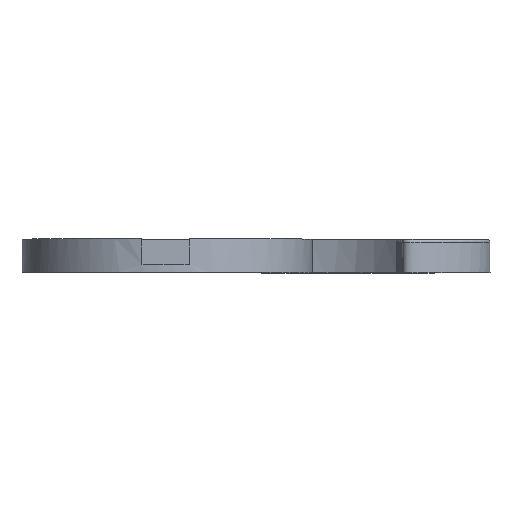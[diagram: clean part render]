
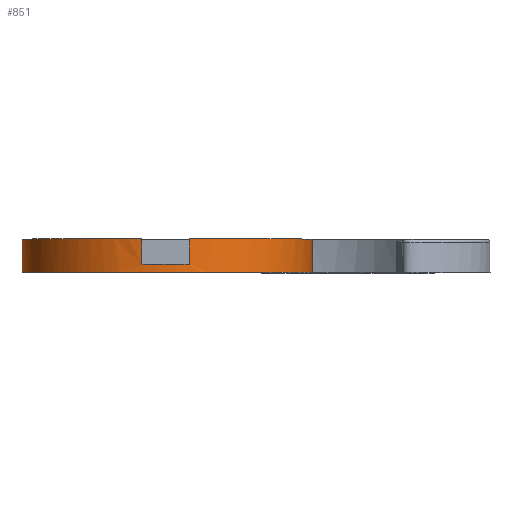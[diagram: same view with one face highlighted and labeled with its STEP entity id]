
A CAD part, top view. The second image highlights one B-rep face of the part: STEP entity #851.
In plain terms, the highlighted cylindrical face has radius 56.847 mm (diameter 113.693 mm), a partial arc.
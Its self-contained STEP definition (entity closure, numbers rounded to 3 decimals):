
#40=B_SPLINE_CURVE_WITH_KNOTS('',3,(#1286,#1287,#1288,#1289,#1290,#1291,
#1292,#1293,#1294,#1295),.UNSPECIFIED.,.F.,.F.,(4,2,2,2,4),(0.178,
0.229,0.28,0.317,0.354),
 .UNSPECIFIED.);
#41=B_SPLINE_CURVE_WITH_KNOTS('',3,(#1303,#1304,#1305,#1306,#1307,#1308,
#1309,#1310,#1311,#1312,#1313,#1314,#1315,#1316,#1317,#1318,#1319,#1320),
 .UNSPECIFIED.,.F.,.F.,(4,2,2,2,2,2,2,2,4),(0.444,0.761,
1.078,1.162,1.247,1.268,1.271,
1.272,1.274),.UNSPECIFIED.);
#51=CYLINDRICAL_SURFACE('',#914,56.847);
#68=CIRCLE('',#910,56.847);
#69=CIRCLE('',#915,56.847);
#70=CIRCLE('',#916,56.847);
#71=CIRCLE('',#917,56.847);
#109=FACE_OUTER_BOUND('',#156,.T.);
#156=EDGE_LOOP('',(#598,#599,#600,#601,#602,#603,#604,#605,#606,#607));
#211=LINE('',#1231,#287);
#217=LINE('',#1243,#293);
#235=LINE('',#1297,#311);
#236=LINE('',#1301,#312);
#287=VECTOR('',#993,10.);
#293=VECTOR('',#1001,10.);
#311=VECTOR('',#1033,10.);
#312=VECTOR('',#1036,10.);
#362=VERTEX_POINT('',#1227);
#364=VERTEX_POINT('',#1230);
#367=VERTEX_POINT('',#1237);
#369=VERTEX_POINT('',#1241);
#386=VERTEX_POINT('',#1283);
#387=VERTEX_POINT('',#1285);
#388=VERTEX_POINT('',#1296);
#389=VERTEX_POINT('',#1298);
#390=VERTEX_POINT('',#1300);
#391=VERTEX_POINT('',#1302);
#446=EDGE_CURVE('',#364,#362,#211,.T.);
#452=EDGE_CURVE('',#367,#369,#217,.T.);
#454=EDGE_CURVE('',#369,#364,#68,.T.);
#471=EDGE_CURVE('',#386,#362,#69,.T.);
#472=EDGE_CURVE('',#387,#386,#40,.F.);
#473=EDGE_CURVE('',#388,#387,#235,.T.);
#474=EDGE_CURVE('',#388,#389,#70,.T.);
#475=EDGE_CURVE('',#389,#390,#236,.T.);
#476=EDGE_CURVE('',#391,#390,#41,.T.);
#477=EDGE_CURVE('',#367,#391,#71,.T.);
#598=ORIENTED_EDGE('',*,*,#452,.T.);
#599=ORIENTED_EDGE('',*,*,#454,.T.);
#600=ORIENTED_EDGE('',*,*,#446,.T.);
#601=ORIENTED_EDGE('',*,*,#471,.F.);
#602=ORIENTED_EDGE('',*,*,#472,.F.);
#603=ORIENTED_EDGE('',*,*,#473,.F.);
#604=ORIENTED_EDGE('',*,*,#474,.T.);
#605=ORIENTED_EDGE('',*,*,#475,.T.);
#606=ORIENTED_EDGE('',*,*,#476,.F.);
#607=ORIENTED_EDGE('',*,*,#477,.F.);
#851=ADVANCED_FACE('',(#109),#51,.T.);
#910=AXIS2_PLACEMENT_3D('',#1246,#1005,#1006);
#914=AXIS2_PLACEMENT_3D('',#1282,#1029,#1030);
#915=AXIS2_PLACEMENT_3D('',#1284,#1031,#1032);
#916=AXIS2_PLACEMENT_3D('',#1299,#1034,#1035);
#917=AXIS2_PLACEMENT_3D('',#1321,#1037,#1038);
#993=DIRECTION('',(0.,1.,0.));
#1001=DIRECTION('',(0.,-1.,0.));
#1005=DIRECTION('center_axis',(0.,-1.,0.));
#1006=DIRECTION('ref_axis',(1.,0.,0.));
#1029=DIRECTION('center_axis',(0.,1.,0.));
#1030=DIRECTION('ref_axis',(-0.92,0.,0.392));
#1031=DIRECTION('center_axis',(0.,1.,0.));
#1032=DIRECTION('ref_axis',(1.,0.,0.));
#1033=DIRECTION('',(0.,1.,0.));
#1034=DIRECTION('center_axis',(0.,1.,0.));
#1035=DIRECTION('ref_axis',(1.,0.,0.));
#1036=DIRECTION('',(0.,1.,0.));
#1037=DIRECTION('center_axis',(0.,1.,0.));
#1038=DIRECTION('ref_axis',(1.,0.,0.));
#1227=CARTESIAN_POINT('',(18.75,13.,93.313));
#1230=CARTESIAN_POINT('',(18.75,3.,93.313));
#1231=CARTESIAN_POINT('',(18.75,0.,93.313));
#1237=CARTESIAN_POINT('',(37.25,13.,93.523));
#1241=CARTESIAN_POINT('',(37.25,3.,93.523));
#1243=CARTESIAN_POINT('',(37.25,0.,93.523));
#1246=CARTESIAN_POINT('Origin',(28.634,3.,37.333));
#1282=CARTESIAN_POINT('Origin',(28.634,0.,37.333));
#1283=CARTESIAN_POINT('',(66.44,13.,-5.121));
#1284=CARTESIAN_POINT('Origin',(28.634,13.,37.333));
#1285=CARTESIAN_POINT('',(65.44,12.,-5.991));
#1286=CARTESIAN_POINT('Ctrl Pts',(66.44,13.,-5.121));
#1287=CARTESIAN_POINT('Ctrl Pts',(66.313,13.,-5.234));
#1288=CARTESIAN_POINT('Ctrl Pts',(66.175,12.975,-5.355));
#1289=CARTESIAN_POINT('Ctrl Pts',(65.915,12.863,-5.582));
#1290=CARTESIAN_POINT('Ctrl Pts',(65.793,12.777,-5.688));
#1291=CARTESIAN_POINT('Ctrl Pts',(65.623,12.587,-5.834));
#1292=CARTESIAN_POINT('Ctrl Pts',(65.556,12.484,-5.892));
#1293=CARTESIAN_POINT('Ctrl Pts',(65.464,12.253,-5.97));
#1294=CARTESIAN_POINT('Ctrl Pts',(65.44,12.124,-5.991));
#1295=CARTESIAN_POINT('Ctrl Pts',(65.44,12.,-5.991));
#1296=CARTESIAN_POINT('',(65.44,0.,-5.991));
#1297=CARTESIAN_POINT('',(65.44,0.,-5.991));
#1298=CARTESIAN_POINT('',(85.44,0.,39.504));
#1299=CARTESIAN_POINT('Origin',(28.634,0.,37.333));
#1300=CARTESIAN_POINT('',(85.44,12.,39.504));
#1301=CARTESIAN_POINT('',(85.44,0.,39.504));
#1302=CARTESIAN_POINT('',(84.44,13.,48.164));
#1303=CARTESIAN_POINT('Ctrl Pts',(84.44,13.,48.164));
#1304=CARTESIAN_POINT('Ctrl Pts',(84.641,13.,47.128));
#1305=CARTESIAN_POINT('Ctrl Pts',(84.831,12.938,45.985));
#1306=CARTESIAN_POINT('Ctrl Pts',(85.136,12.741,43.696));
#1307=CARTESIAN_POINT('Ctrl Pts',(85.251,12.608,42.548));
#1308=CARTESIAN_POINT('Ctrl Pts',(85.348,12.42,41.228));
#1309=CARTESIAN_POINT('Ctrl Pts',(85.369,12.374,40.922));
#1310=CARTESIAN_POINT('Ctrl Pts',(85.404,12.271,40.314));
#1311=CARTESIAN_POINT('Ctrl Pts',(85.419,12.22,40.01));
#1312=CARTESIAN_POINT('Ctrl Pts',(85.433,12.117,39.673));
#1313=CARTESIAN_POINT('Ctrl Pts',(85.436,12.093,39.591));
#1314=CARTESIAN_POINT('Ctrl Pts',(85.439,12.043,39.527));
#1315=CARTESIAN_POINT('Ctrl Pts',(85.439,12.036,39.519));
#1316=CARTESIAN_POINT('Ctrl Pts',(85.439,12.023,39.51));
#1317=CARTESIAN_POINT('Ctrl Pts',(85.439,12.019,39.508));
#1318=CARTESIAN_POINT('Ctrl Pts',(85.44,12.01,39.505));
#1319=CARTESIAN_POINT('Ctrl Pts',(85.44,12.005,39.504));
#1320=CARTESIAN_POINT('Ctrl Pts',(85.44,12.,39.504));
#1321=CARTESIAN_POINT('Origin',(28.634,13.,37.333));
